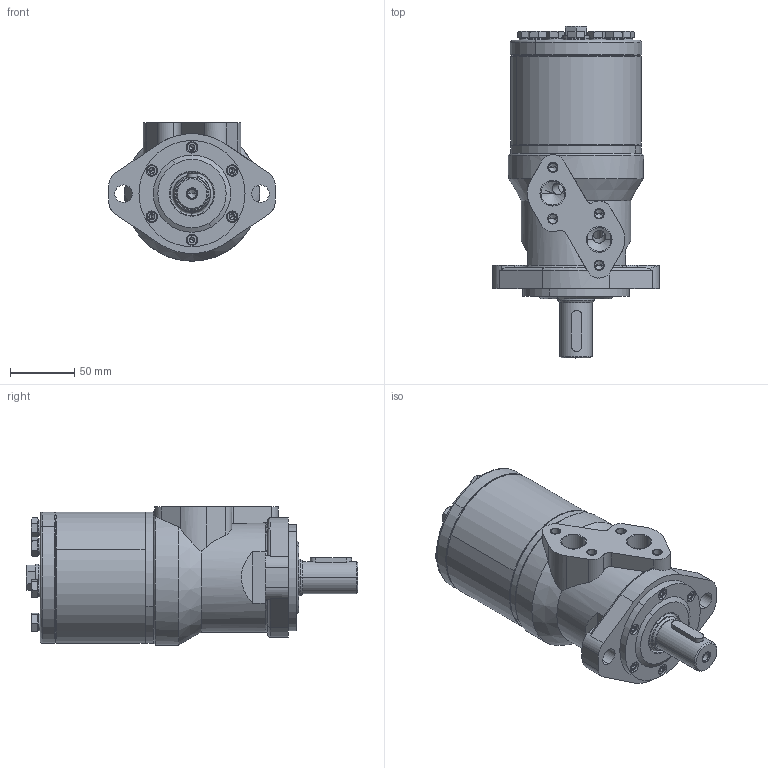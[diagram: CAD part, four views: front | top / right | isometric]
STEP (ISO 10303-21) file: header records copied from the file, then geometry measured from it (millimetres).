
FILE_DESCRIPTION((''),'2;1');
FILE_NAME('BMR-80P1AIIY_ASM','2024-05-08T',('Administrator'),(''),'PRO/ENGINEER BY PARAMETRIC TECHNOLOGY CORPORATION, 2013050','PRO/ENGINEER BY PARAMETRIC TECHNOLOGY CORPORATION, 2013050','');
FILE_SCHEMA(('CONFIG_CONTROL_DESIGN'));
Length unit declared in the file: millimetre
Products named in the file (13): BMRAII; BMP-08A; BMR-10QIANCEBAN; 80; BMR9HOUCEBAN; P1; FANGCHENQUAN; BMR-LD; BMR-DQ; BMR-13RUOSAI; BMR-DIANQUAN; A_M8X70_GBT5782; BMR-80P1AIIY_ASM
Assembly tree (29 placements, depth 2):
  BMR-80P1AIIY_ASM
    BMRAII
    BMP-08A
    BMR-10QIANCEBAN
    80
    BMR9HOUCEBAN
    P1
    FANGCHENQUAN
    BMR-LD  x6
    BMR-DQ
    BMR-13RUOSAI
    BMR-DIANQUAN  x7
    A_M8X70_GBT5782  x7
Bounding box: 129.9 x 258 x 107.5 mm (x, y, z)
Volume: 1109534.3 mm3; surface area: 247264.5 mm2
Topology: 29 solids, 63 shells, 898 faces, 1996 edges, 1214 vertices
Faces by surface type: cylinder 339, plane 286, cone 250, torus 21, revolution 2
Entity records: 15703 total; most frequent: CARTESIAN_POINT 3245, DIRECTION 2825, ORIENTED_EDGE 2244, AXIS2_PLACEMENT_3D 1196, EDGE_CURVE 1168, VERTEX_POINT 761, EDGE_LOOP 649, CIRCLE 645
